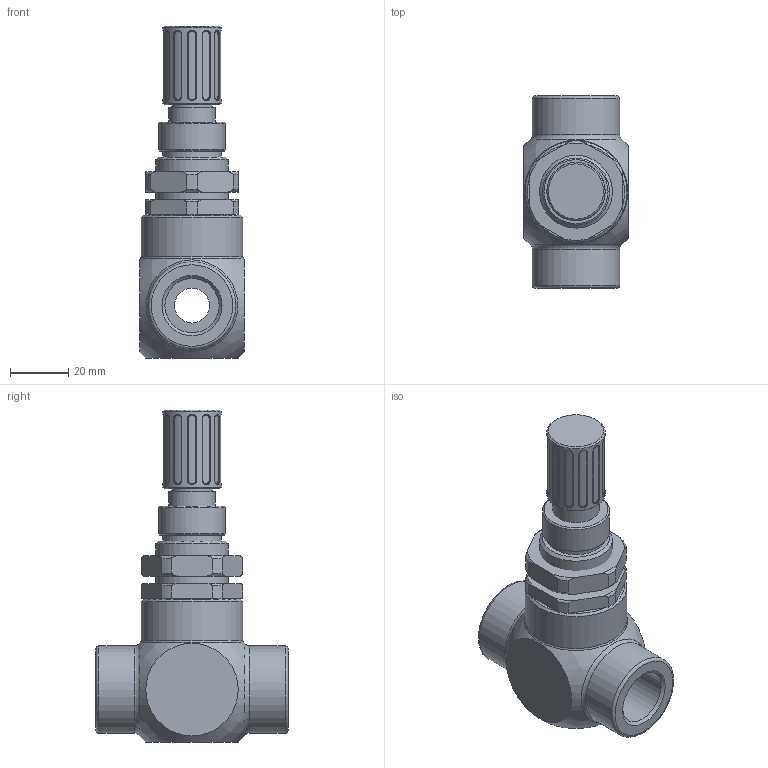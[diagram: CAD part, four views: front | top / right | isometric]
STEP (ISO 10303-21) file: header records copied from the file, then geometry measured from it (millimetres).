
FILE_DESCRIPTION((''),'2;1');
FILE_NAME('FRXOP B4B4 UV.stp','2013-03-12T16:27:56',('LUIGI'),(''),'Autodesk Inventor 2013','Autodesk Inventor 2013','');
FILE_SCHEMA(('AUTOMOTIVE_DESIGN { 1 0 10303 214 1 1 1 1 }'));
Length unit declared in the file: millimetre
Products named in the file (5): FRXOP 1_2 POLLICE; DISTRIBUTORE 1-2 POLLICE; DADO INFERIORE; POMELLO REGOLAZIONE; DADO BLOCCAGGIO
Assembly tree (4 placements, depth 2):
  FRXOP 1_2 POLLICE
    DISTRIBUTORE 1-2 POLLICE
    DADO INFERIORE
    POMELLO REGOLAZIONE
    DADO BLOCCAGGIO
Bounding box: 36 x 66 x 114 mm (x, y, z)
Volume: 93716.2 mm3; surface area: 22798 mm2
Topology: 4 solids, 4 shells, 247 faces, 545 edges, 328 vertices
Faces by surface type: cylinder 111, plane 56, bspline 48, torus 23, cone 8, sphere 1
Full cylindrical faces by diameter (mm): 12 x2, 14 x1, 16 x1, 18.631 x2, 20 x2, 22.835 x2, 23 x1, 25 x1, 30 x2, 35 x1
Entity records: 9698 total; most frequent: CARTESIAN_POINT 4518, ORIENTED_EDGE 1016, DIRECTION 976, EDGE_CURVE 508, AXIS2_PLACEMENT_3D 392, VERTEX_POINT 322, EDGE_LOOP 306, FACE_OUTER_BOUND 247
